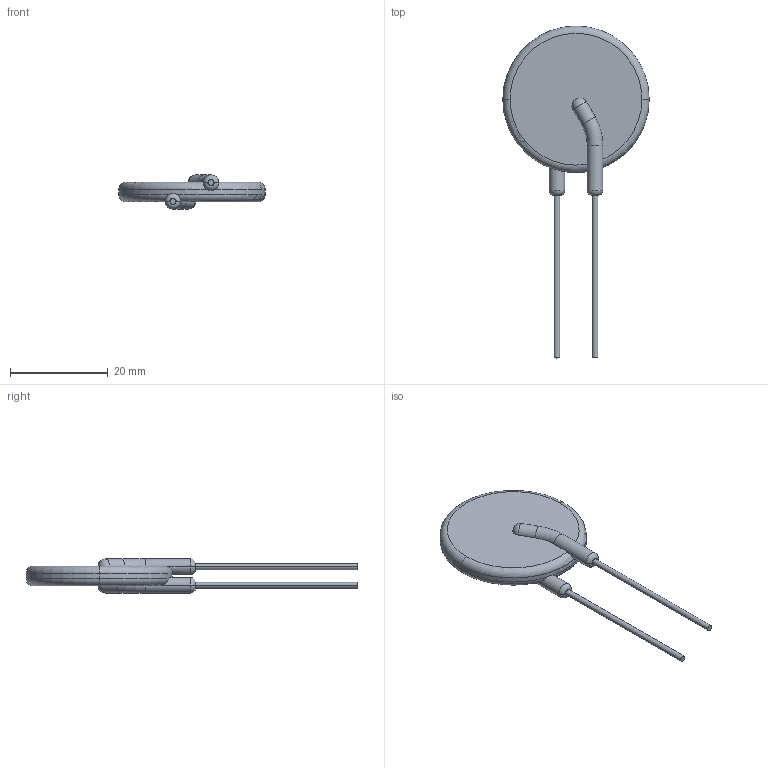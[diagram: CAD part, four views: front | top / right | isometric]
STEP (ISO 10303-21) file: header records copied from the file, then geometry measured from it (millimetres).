
FILE_DESCRIPTION (( 'STEP AP214' ), '1' );
FILE_NAME ('MS32 50006.STEP', '2023-01-02T12:20:34', ( '' ), ( '' ), 'SwSTEP 2.0', 'SolidWorks 2021', '' );
FILE_SCHEMA (( 'AUTOMOTIVE_DESIGN' ));
Length unit declared in the file: millimetre
Products named in the file (1): MS32 50006
Bounding box: 30 x 68 x 7 mm (x, y, z)
Volume: 3006.1 mm3; surface area: 2084.7 mm2
Topology: 3 solids, 3 shells, 34 faces, 76 edges, 48 vertices
Faces by surface type: torus 14, cylinder 12, plane 8
Entity records: 1116 total; most frequent: CARTESIAN_POINT 285, DIRECTION 180, ORIENTED_EDGE 152, AXIS2_PLACEMENT_3D 81, EDGE_CURVE 76, VERTEX_POINT 48, CIRCLE 46, ADVANCED_FACE 34
